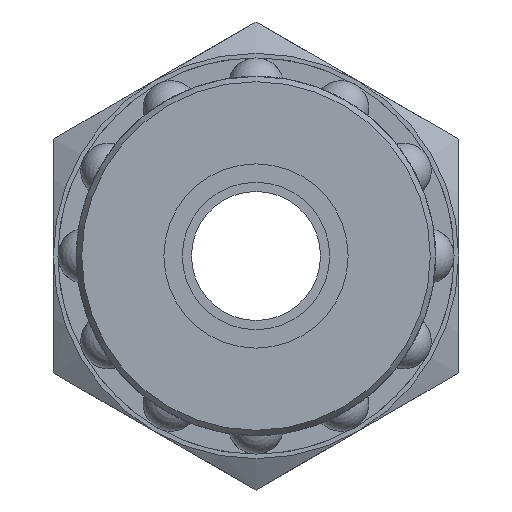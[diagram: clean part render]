
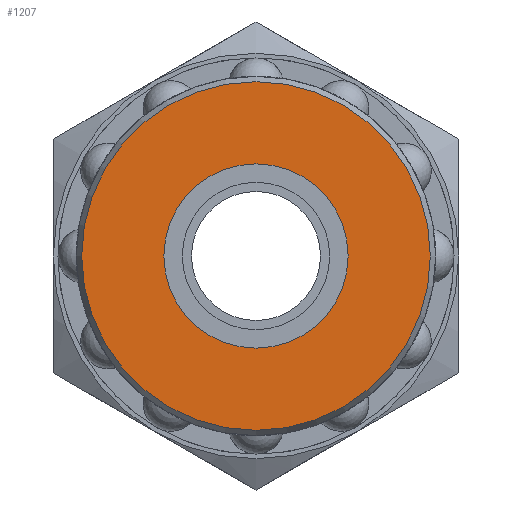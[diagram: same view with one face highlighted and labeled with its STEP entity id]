
A CAD part, left-side view. The second image highlights one B-rep face of the part: STEP entity #1207.
In plain terms, the highlighted planar face has unit normal (-1, 0, 0).
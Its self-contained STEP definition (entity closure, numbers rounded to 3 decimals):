
#57=FACE_BOUND('',#370,.T.);
#209=PLANE('',#1397);
#284=FACE_OUTER_BOUND('',#369,.T.);
#369=EDGE_LOOP('',(#1081));
#370=EDGE_LOOP('',(#1082));
#393=CIRCLE('',#1272,5.);
#468=CIRCLE('',#1398,9.461);
#512=VERTEX_POINT('',#1926);
#588=VERTEX_POINT('',#2394);
#637=EDGE_CURVE('',#512,#512,#393,.T.);
#762=EDGE_CURVE('',#588,#588,#468,.T.);
#1081=ORIENTED_EDGE('',*,*,#762,.F.);
#1082=ORIENTED_EDGE('',*,*,#637,.T.);
#1207=ADVANCED_FACE('',(#284,#57),#209,.T.);
#1272=AXIS2_PLACEMENT_3D('',#1927,#1505,#1506);
#1397=AXIS2_PLACEMENT_3D('',#2393,#1781,#1782);
#1398=AXIS2_PLACEMENT_3D('',#2395,#1783,#1784);
#1505=DIRECTION('center_axis',(1.,0.,0.));
#1506=DIRECTION('ref_axis',(0.,-1.,0.));
#1781=DIRECTION('center_axis',(-1.,0.,0.));
#1782=DIRECTION('ref_axis',(0.,0.,1.));
#1783=DIRECTION('center_axis',(1.,0.,0.));
#1784=DIRECTION('ref_axis',(0.,-1.,0.));
#1926=CARTESIAN_POINT('',(-33.5,5.,0.));
#1927=CARTESIAN_POINT('Origin',(-33.5,0.,0.));
#2393=CARTESIAN_POINT('Origin',(-33.5,-4.731,0.));
#2394=CARTESIAN_POINT('',(-33.5,9.461,0.));
#2395=CARTESIAN_POINT('Origin',(-33.5,0.,0.));
